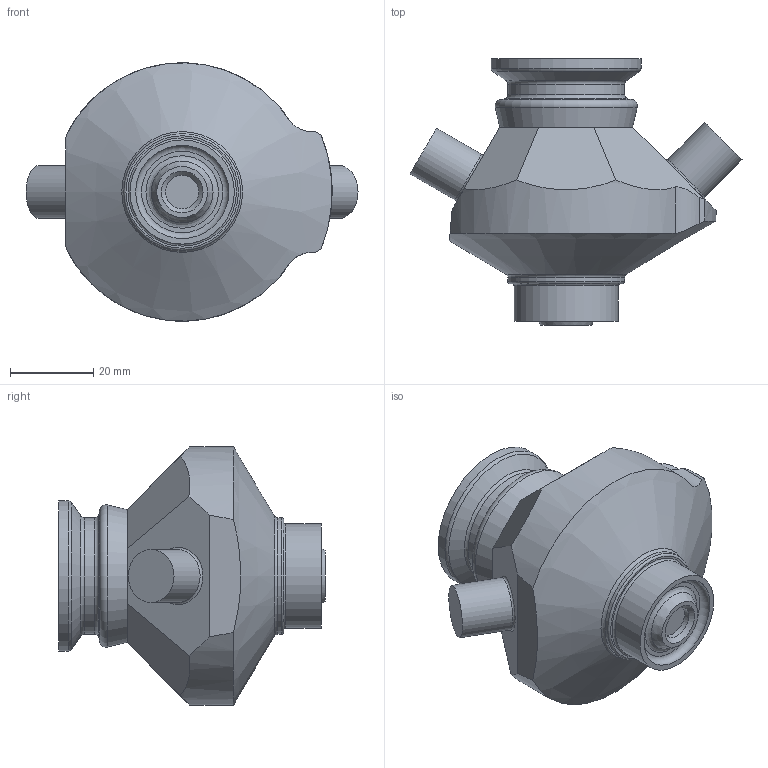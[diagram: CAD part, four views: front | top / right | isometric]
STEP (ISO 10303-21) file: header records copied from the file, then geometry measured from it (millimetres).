
FILE_DESCRIPTION(/* description */ (''),/* implementation_level */ '2;1');
FILE_NAME(/* name */ '890019.stp',/* time_stamp */ '2022-05-03T10:46:40+02:00',/* author */ ('rasmus'),/* organization */ (''),/* preprocessor_version */ 'ST-DEVELOPER v18.1',/* originating_system */ 'Autodesk Inventor 2022',/* authorisation */ '');
FILE_SCHEMA (('AUTOMOTIVE_DESIGN { 1 0 10303 214 3 1 1 }'));
Length unit declared in the file: millimetre
Products named in the file (2): 890519; 890519_Simplify_1
Assembly tree (1 placements, depth 2):
  890519
    890519_Simplify_1
Bounding box: 79.66 x 64 x 61.98 mm (x, y, z)
Volume: 95489.6 mm3; surface area: 14199.8 mm2
Topology: 1 solids, 1 shells, 52 faces, 116 edges, 74 vertices
Faces by surface type: plane 21, cylinder 13, torus 12, cone 6
Full cylindrical faces by diameter (mm): 8 x1, 12.7 x2, 25 x1, 28 x2, 30 x1, 36 x1
Entity records: 1542 total; most frequent: DIRECTION 289, CARTESIAN_POINT 271, ORIENTED_EDGE 232, AXIS2_PLACEMENT_3D 124, EDGE_CURVE 116, VERTEX_POINT 74, EDGE_LOOP 60, CIRCLE 56
